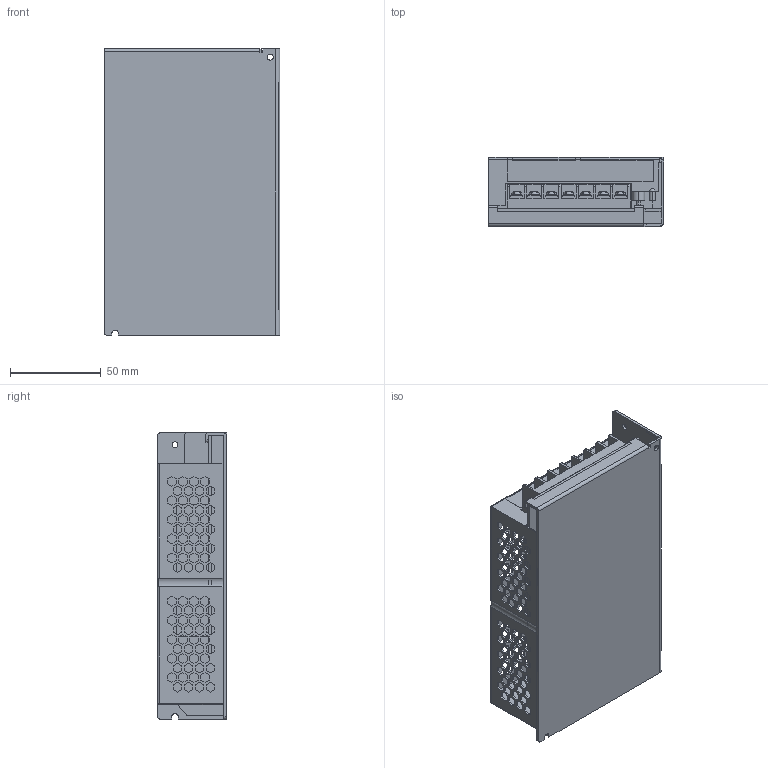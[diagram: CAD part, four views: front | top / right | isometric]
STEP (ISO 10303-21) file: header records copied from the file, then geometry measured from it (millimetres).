
FILE_DESCRIPTION(('STEP AP214'),'1');
FILE_NAME('pss24-100.stp','2019-08-30T23:13:56',('TraceParts'),('TraceParts S.A.'),'Spatial InterOp 3D',' ',' ');
FILE_SCHEMA(('AUTOMOTIVE_DESIGN { 1 0 10303 214 1 1 1 1 }'));
Length unit declared in the file: millimetre
Products named in the file (1): pss24-100_1
Bounding box: 97.03 x 38.13 x 157.99 mm (x, y, z)
Volume: 172515.8 mm3; surface area: 119319.8 mm2
Topology: 3 solids, 3 shells, 2260 faces, 6665 edges, 4431 vertices
Faces by surface type: plane 2101, cylinder 75, cone 42, bspline 24, torus 16, sphere 2
Entity records: 76539 total; most frequent: CARTESIAN_POINT 15169, ORIENTED_EDGE 13320, DIRECTION 11270, EDGE_CURVE 6660, LINE 6238, VECTOR 6238, VERTEX_POINT 4431, EDGE_LOOP 2871
